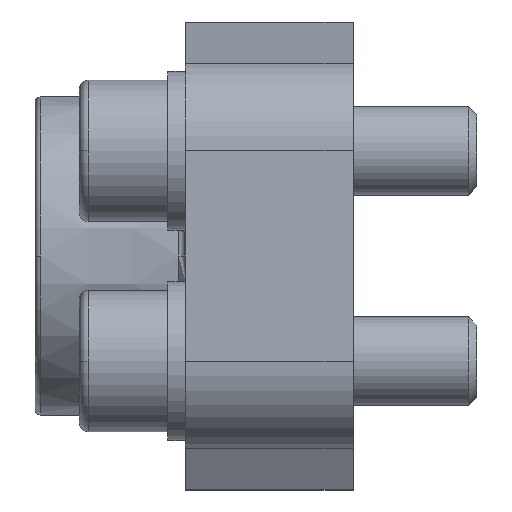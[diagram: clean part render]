
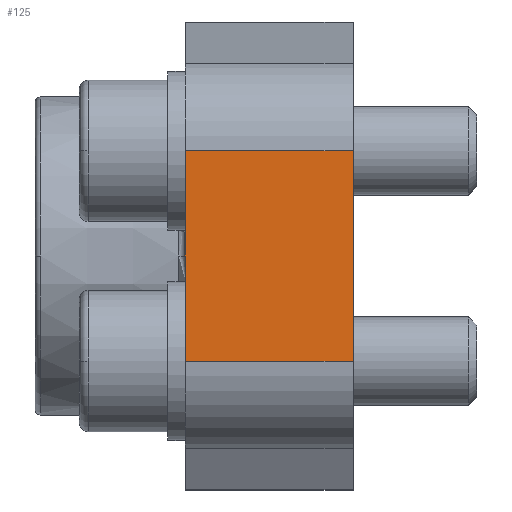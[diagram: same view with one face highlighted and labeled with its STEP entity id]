
A CAD part, front view. The second image highlights one B-rep face of the part: STEP entity #125.
In plain terms, the highlighted planar face has unit normal (0, -1, 0).
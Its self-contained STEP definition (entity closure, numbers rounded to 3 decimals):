
#125=ADVANCED_FACE('',(#320),#321,.T.);
#320=FACE_OUTER_BOUND('',#636,.T.);
#321=PLANE('',#637);
#636=EDGE_LOOP('',(#1242,#1243,#1244,#1245));
#637=AXIS2_PLACEMENT_3D('',#1246,#1247,#1248);
#1242=ORIENTED_EDGE('',*,*,#2182,.T.);
#1243=ORIENTED_EDGE('',*,*,#2183,.F.);
#1244=ORIENTED_EDGE('',*,*,#2184,.T.);
#1245=ORIENTED_EDGE('',*,*,#2180,.T.);
#1246=CARTESIAN_POINT('',(0.,-35.5,0.));
#1247=DIRECTION('',(-0.0,-1.0,0.0));
#1248=DIRECTION('',(0.,0.0,1.0));
#2180=EDGE_CURVE('',#2807,#2805,#2808,.T.);
#2182=EDGE_CURVE('',#2805,#2810,#2811,.T.);
#2183=EDGE_CURVE('',#2812,#2810,#2813,.T.);
#2184=EDGE_CURVE('',#2812,#2807,#2814,.T.);
#2805=VERTEX_POINT('',#3552);
#2807=VERTEX_POINT('',#3554);
#2808=LINE('',#3555,#3556);
#2810=VERTEX_POINT('',#3558);
#2811=LINE('',#3559,#3560);
#2812=VERTEX_POINT('',#3561);
#2813=LINE('',#3562,#3563);
#2814=LINE('',#3564,#3565);
#3552=CARTESIAN_POINT('',(-19.0,-35.5,11.9));
#3554=CARTESIAN_POINT('',(0.,-35.5,11.9));
#3555=CARTESIAN_POINT('',(0.,-35.5,11.9));
#3556=VECTOR('',#4919,1.0);
#3558=CARTESIAN_POINT('',(-19.0,-35.5,-11.9));
#3559=CARTESIAN_POINT('',(-19.0,-35.5,-11.9));
#3560=VECTOR('',#4923,1.0);
#3561=CARTESIAN_POINT('',(0.,-35.5,-11.9));
#3562=CARTESIAN_POINT('',(0.,-35.5,-11.9));
#3563=VECTOR('',#4924,1.0);
#3564=CARTESIAN_POINT('',(0.,-35.5,-11.9));
#3565=VECTOR('',#4925,1.0);
#4919=DIRECTION('',(-1.0,0.0,0.));
#4923=DIRECTION('',(0.,-0.0,-1.0));
#4924=DIRECTION('',(-1.0,0.0,0.));
#4925=DIRECTION('',(0.,0.0,1.0));
